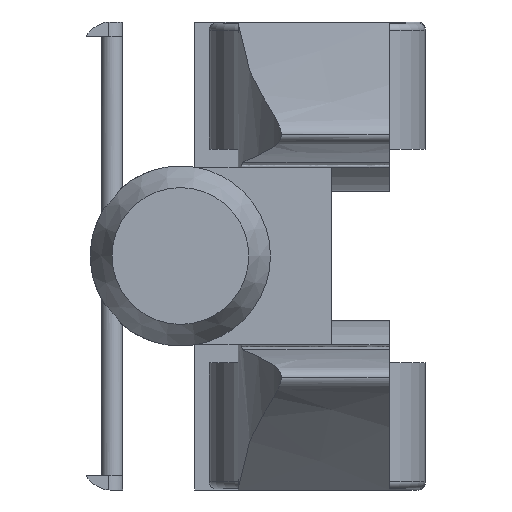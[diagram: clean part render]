
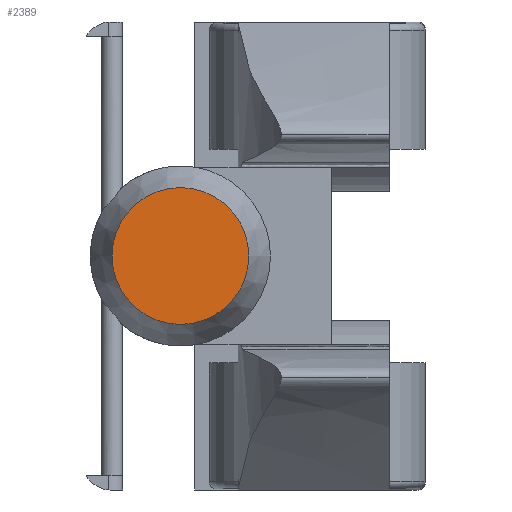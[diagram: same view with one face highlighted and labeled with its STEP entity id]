
A CAD part, left-side view. The second image highlights one B-rep face of the part: STEP entity #2389.
In plain terms, the highlighted planar face has unit normal (-1, 0, 0).
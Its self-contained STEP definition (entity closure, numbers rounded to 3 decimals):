
#209=PLANE('',#2614);
#778=FACE_OUTER_BOUND('',#924,.T.);
#924=EDGE_LOOP('',(#2243));
#1003=CIRCLE('',#2613,9.5);
#1219=VERTEX_POINT('',#5249);
#1563=EDGE_CURVE('',#1219,#1219,#1003,.T.);
#2243=ORIENTED_EDGE('',*,*,#1563,.F.);
#2389=ADVANCED_FACE('',(#778),#209,.F.);
#2613=AXIS2_PLACEMENT_3D('',#5251,#3228,#3229);
#2614=AXIS2_PLACEMENT_3D('',#5252,#3230,#3231);
#3228=DIRECTION('center_axis',(1.,0.,0.));
#3229=DIRECTION('ref_axis',(0.,1.,0.));
#3230=DIRECTION('center_axis',(1.,0.,0.));
#3231=DIRECTION('ref_axis',(0.,0.,-1.));
#5249=CARTESIAN_POINT('',(50.,19.5,0.));
#5251=CARTESIAN_POINT('Origin',(50.,29.,0.));
#5252=CARTESIAN_POINT('Origin',(50.,29.,4.75));
